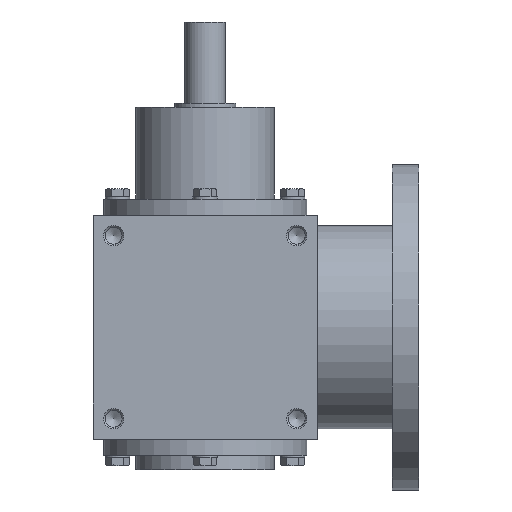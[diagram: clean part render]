
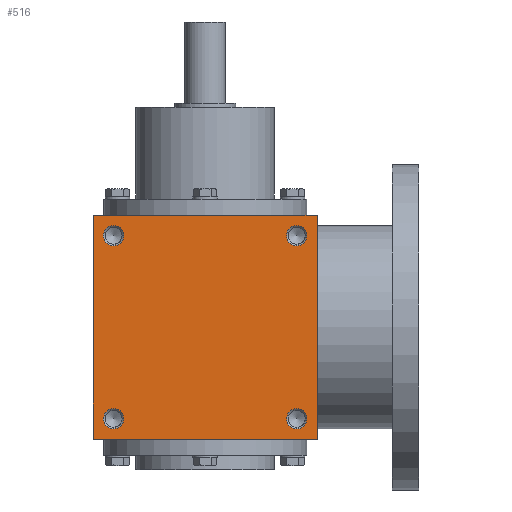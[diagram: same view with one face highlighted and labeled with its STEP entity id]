
A CAD part, front view. The second image highlights one B-rep face of the part: STEP entity #516.
In plain terms, the highlighted planar face has unit normal (0, -1, 0).
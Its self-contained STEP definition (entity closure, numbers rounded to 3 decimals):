
#516 = ADVANCED_FACE( '', ( #1099, #1100, #1101, #1102, #1103 ), #1104, .F. );
#1099 = FACE_BOUND( '', #1782, .T. );
#1100 = FACE_BOUND( '', #1783, .T. );
#1101 = FACE_BOUND( '', #1784, .T. );
#1102 = FACE_BOUND( '', #1785, .T. );
#1103 = FACE_OUTER_BOUND( '', #1786, .T. );
#1104 = PLANE( '', #1787 );
#1782 = EDGE_LOOP( '', ( #2769 ) );
#1783 = EDGE_LOOP( '', ( #2770 ) );
#1784 = EDGE_LOOP( '', ( #2771 ) );
#1785 = EDGE_LOOP( '', ( #2772 ) );
#1786 = EDGE_LOOP( '', ( #2773, #2774, #2775, #2776 ) );
#1787 = AXIS2_PLACEMENT_3D( '', #2777, #2778, #2779 );
#2769 = ORIENTED_EDGE( '', *, *, #3416, .T. );
#2770 = ORIENTED_EDGE( '', *, *, #3584, .T. );
#2771 = ORIENTED_EDGE( '', *, *, #3341, .F. );
#2772 = ORIENTED_EDGE( '', *, *, #3365, .F. );
#2773 = ORIENTED_EDGE( '', *, *, #3661, .T. );
#2774 = ORIENTED_EDGE( '', *, *, #3637, .F. );
#2775 = ORIENTED_EDGE( '', *, *, #3662, .F. );
#2776 = ORIENTED_EDGE( '', *, *, #3395, .T. );
#2777 = CARTESIAN_POINT( '', ( -55., -55., 55. ) );
#2778 = DIRECTION( '', ( 0., 1., 0. ) );
#2779 = DIRECTION( '', ( 0., 0., 1. ) );
#3341 = EDGE_CURVE( '', #3813, #3813, #3814, .T. );
#3365 = EDGE_CURVE( '', #3849, #3849, #3850, .T. );
#3395 = EDGE_CURVE( '', #3898, #3896, #3899, .T. );
#3416 = EDGE_CURVE( '', #3935, #3935, #3936, .T. );
#3584 = EDGE_CURVE( '', #4192, #4192, #4193, .T. );
#3637 = EDGE_CURVE( '', #4271, #4269, #4273, .T. );
#3661 = EDGE_CURVE( '', #3896, #4269, #4306, .T. );
#3662 = EDGE_CURVE( '', #3898, #4271, #4307, .T. );
#3813 = VERTEX_POINT( '', #4486 );
#3814 = CIRCLE( '', #4487, 5. );
#3849 = VERTEX_POINT( '', #4522 );
#3850 = CIRCLE( '', #4523, 5. );
#3896 = VERTEX_POINT( '', #4573 );
#3898 = VERTEX_POINT( '', #4576 );
#3899 = LINE( '', #4577, #4578 );
#3935 = VERTEX_POINT( '', #4624 );
#3936 = CIRCLE( '', #4625, 5. );
#4192 = VERTEX_POINT( '', #4973 );
#4193 = CIRCLE( '', #4974, 5. );
#4269 = VERTEX_POINT( '', #5067 );
#4271 = VERTEX_POINT( '', #5070 );
#4273 = LINE( '', #5073, #5074 );
#4306 = LINE( '', #5107, #5108 );
#4307 = LINE( '', #5109, #5110 );
#4486 = CARTESIAN_POINT( '', ( 45., -55., -50. ) );
#4487 = AXIS2_PLACEMENT_3D( '', #5302, #5303, #5304 );
#4522 = CARTESIAN_POINT( '', ( 45., -55., 40. ) );
#4523 = AXIS2_PLACEMENT_3D( '', #5347, #5348, #5349 );
#4573 = CARTESIAN_POINT( '', ( -55., -55., -55. ) );
#4576 = CARTESIAN_POINT( '', ( -55., -55., 55. ) );
#4577 = CARTESIAN_POINT( '', ( -55., -55., 55. ) );
#4578 = VECTOR( '', #5397, 1000. );
#4624 = CARTESIAN_POINT( '', ( -45., -55., -40. ) );
#4625 = AXIS2_PLACEMENT_3D( '', #5426, #5427, #5428 );
#4973 = CARTESIAN_POINT( '', ( -45., -55., 50. ) );
#4974 = AXIS2_PLACEMENT_3D( '', #5734, #5735, #5736 );
#5067 = CARTESIAN_POINT( '', ( 55., -55., -55. ) );
#5070 = CARTESIAN_POINT( '', ( 55., -55., 55. ) );
#5073 = CARTESIAN_POINT( '', ( 55., -55., 55. ) );
#5074 = VECTOR( '', #5825, 1000. );
#5107 = CARTESIAN_POINT( '', ( -55., -55., -55. ) );
#5108 = VECTOR( '', #5862, 1000. );
#5109 = CARTESIAN_POINT( '', ( -55., -55., 55. ) );
#5110 = VECTOR( '', #5863, 1000. );
#5302 = CARTESIAN_POINT( '', ( 45., -55., -45. ) );
#5303 = DIRECTION( '', ( 0., -1., 0. ) );
#5304 = DIRECTION( '', ( 0., 0., -1. ) );
#5347 = CARTESIAN_POINT( '', ( 45., -55., 45. ) );
#5348 = DIRECTION( '', ( 0., -1., 0. ) );
#5349 = DIRECTION( '', ( 0., 0., -1. ) );
#5397 = DIRECTION( '', ( 0., 0., -1. ) );
#5426 = CARTESIAN_POINT( '', ( -45., -55., -45. ) );
#5427 = DIRECTION( '', ( 0., 1., 0. ) );
#5428 = DIRECTION( '', ( 0., 0., 1. ) );
#5734 = CARTESIAN_POINT( '', ( -45., -55., 45. ) );
#5735 = DIRECTION( '', ( 0., 1., 0. ) );
#5736 = DIRECTION( '', ( 0., 0., 1. ) );
#5825 = DIRECTION( '', ( 0., 0., -1. ) );
#5862 = DIRECTION( '', ( 1., 0., 0. ) );
#5863 = DIRECTION( '', ( 1., 0., 0. ) );
